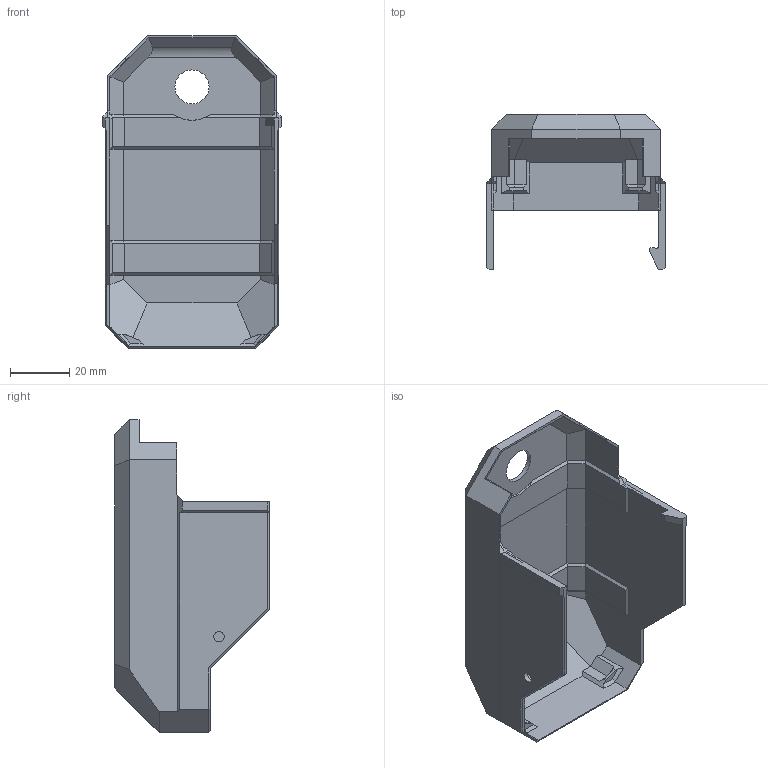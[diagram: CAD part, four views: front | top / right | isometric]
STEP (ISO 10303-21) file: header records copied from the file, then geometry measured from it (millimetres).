
FILE_DESCRIPTION(/* description */ (''),/* implementation_level */ '2;1');
FILE_NAME(/* name */ 'Z Axis cover.step',/* time_stamp */ '2024-11-17T21:01:43+01:00',/* author */ (''),/* organization */ (''),/* preprocessor_version */ 'ST-DEVELOPER v20',/* originating_system */ 'Autodesk Translation Framework v13.20.0.188',/* authorisation */ '');
FILE_SCHEMA (('AUTOMOTIVE_DESIGN { 1 0 10303 214 3 1 1 }'));
Length unit declared in the file: millimetre
Products named in the file (1): Z Axis cover
Bounding box: 60.2 x 52.23 x 105.55 mm (x, y, z)
Volume: 19825.4 mm3; surface area: 28084.5 mm2
Topology: 1 solids, 1 shells, 154 faces, 397 edges, 245 vertices
Faces by surface type: plane 145, cylinder 9
Full cylindrical faces by diameter (mm): 3.5 x1, 11.5 x1
Entity records: 4577 total; most frequent: CARTESIAN_POINT 797, ORIENTED_EDGE 794, DIRECTION 727, EDGE_CURVE 397, LINE 377, VECTOR 377, VERTEX_POINT 245, AXIS2_PLACEMENT_3D 175
